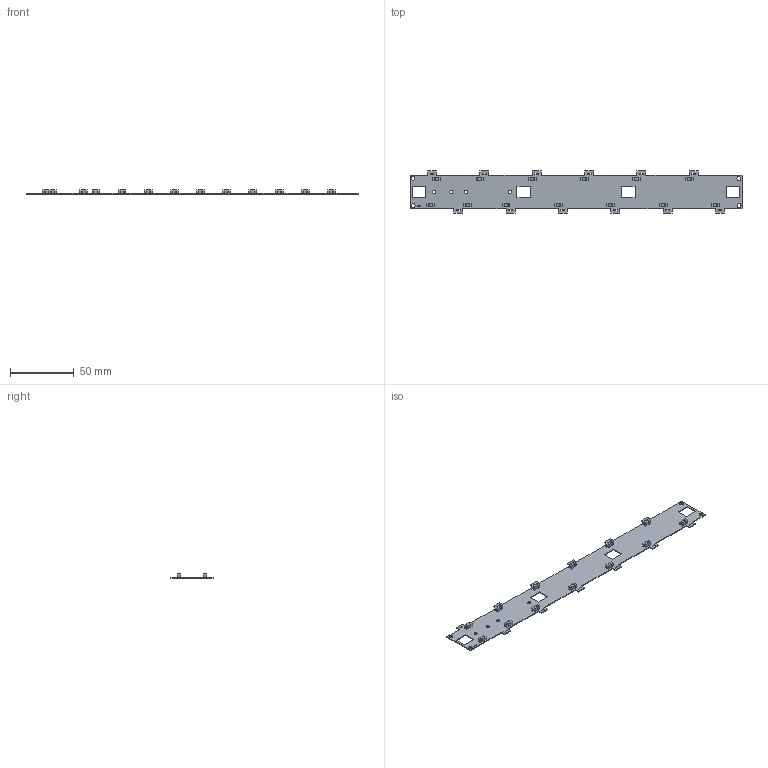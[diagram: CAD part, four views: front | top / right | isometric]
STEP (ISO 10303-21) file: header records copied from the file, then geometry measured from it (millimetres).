
FILE_DESCRIPTION(('Open CASCADE Model'),'2;1');
FILE_NAME('Open CASCADE Shape Model','2024-05-05T09:44:54',('Author'),( 'Open CASCADE'),'Open CASCADE STEP processor 7.5','Open CASCADE 7.5' ,'Unknown');
FILE_SCHEMA(('AUTOMOTIVE_DESIGN { 1 0 10303 214 1 1 1 1 }'));
Length unit declared in the file: millimetre
Products named in the file (18): PCB; Board; Open CASCADE STEP translator 7.5 2.1.1; F14; 6865267840; F26; 6865252160; F25; F24; F23; F22; F21; F20; F19; F18; F17; F16; F15
Assembly tree (28 placements, depth 3):
  PCB
    Board
      Open CASCADE STEP translator 7.5 2.1.1
    F14
      6865267840
    F26
      6865252160
    F25
      6865252160
    F24
      6865252160
    F23
      6865267840
    F22
      6865267840
    F21
      6865267840
    F20
      6865267840
    F19
      6865267840
    F18
      6865267840
    F17
      6865267840
    F16
      6865267840
    F15
      6865267840
Bounding box: 260 x 33 x 3.32 mm (x, y, z)
Volume: 4678 mm3; surface area: 15302.5 mm2
Topology: 53 solids, 53 shells, 520 faces, 1216 edges, 776 vertices
Faces by surface type: plane 512, cylinder 8
Full cylindrical faces by diameter (mm): 2.41 x4, 3 x4
Entity records: 6876 total; most frequent: CARTESIAN_POINT 1067, ORIENTED_EDGE 1024, DIRECTION 966, EDGE_CURVE 512, LINE 496, VECTOR 496, VERTEX_POINT 336, FACE_BOUND 240
